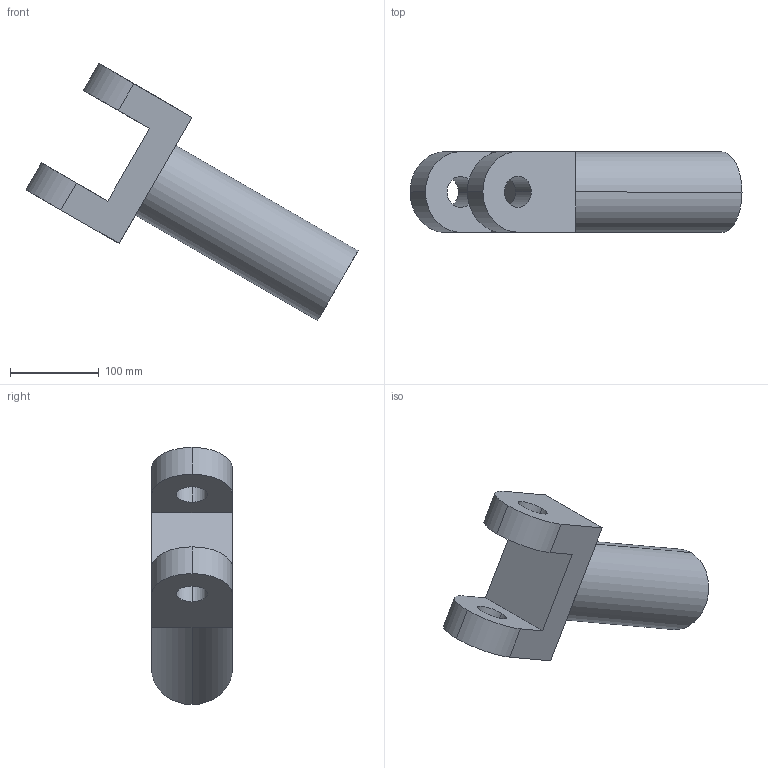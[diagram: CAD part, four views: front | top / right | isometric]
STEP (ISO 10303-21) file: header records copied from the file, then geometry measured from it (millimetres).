
FILE_DESCRIPTION (( 'STEP AP203' ), '1' );
FILE_NAME ('Canfield upper Arm Boss -004_Default_sldprt.STEP', '2025-01-21T00:32:33', ( '' ), ( '' ), 'SwSTEP 2.0', 'SolidWorks 2024', '' );
FILE_SCHEMA (( 'CONFIG_CONTROL_DESIGN' ));
Length unit declared in the file: millimetre
Products named in the file (1): Canfield upper Arm Boss -004_Default_sldprt
Bounding box: 374.53 x 91 x 289.99 mm (x, y, z)
Volume: 2488228.4 mm3; surface area: 156728.2 mm2
Topology: 1 solids, 1 shells, 20 faces, 52 edges, 34 vertices
Faces by surface type: cylinder 10, plane 10
Entity records: 707 total; most frequent: DIRECTION 116, CARTESIAN_POINT 107, ORIENTED_EDGE 104, EDGE_CURVE 52, AXIS2_PLACEMENT_3D 43, VERTEX_POINT 34, VECTOR 30, LINE 30
